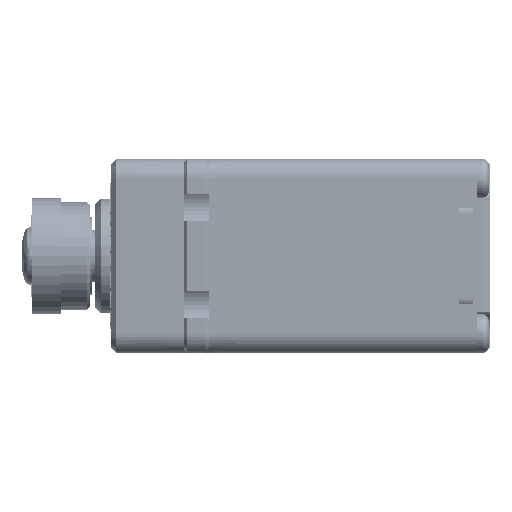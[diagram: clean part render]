
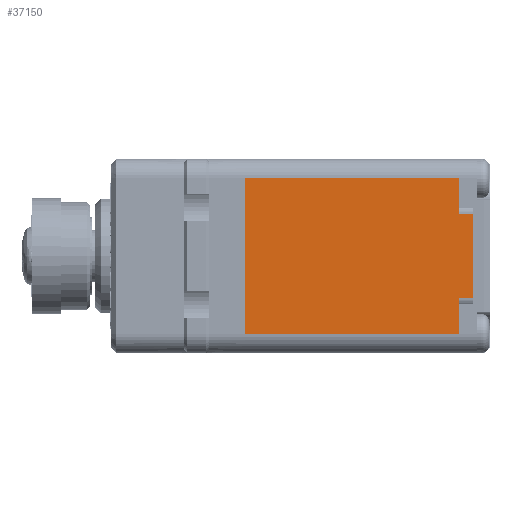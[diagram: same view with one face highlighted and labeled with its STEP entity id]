
A CAD part, left-side view. The second image highlights one B-rep face of the part: STEP entity #37150.
In plain terms, the highlighted planar face has unit normal (-1, 0, 0).
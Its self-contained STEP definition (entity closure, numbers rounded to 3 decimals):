
#19083=DIRECTION('',(0.,0.,1.));
#19084=VECTOR('',#19083,16.);
#19085=CARTESIAN_POINT('',(-20.,0.,-8.));
#19086=LINE('',#19085,#19084);
#19232=DIRECTION('',(0.,0.,1.));
#19233=VECTOR('',#19232,3.641);
#19234=CARTESIAN_POINT('',(-20.,-22.,4.359));
#19235=LINE('',#19234,#19233);
#19343=DIRECTION('',(0.,0.,1.));
#19344=VECTOR('',#19343,3.641);
#19345=CARTESIAN_POINT('',(-20.,-22.,-8.));
#19346=LINE('',#19345,#19344);
#19536=DIRECTION('',(0.,0.,1.));
#19537=VECTOR('',#19536,8.717);
#19538=CARTESIAN_POINT('',(-20.,-23.5,-4.359));
#19539=LINE('',#19538,#19537);
#25935=DIRECTION('',(0.,-1.,0.));
#25936=VECTOR('',#25935,22.);
#25937=CARTESIAN_POINT('',(-20.,0.,8.));
#25938=LINE('',#25937,#25936);
#25942=DIRECTION('',(0.,-1.,0.));
#25943=VECTOR('',#25942,1.5);
#25944=CARTESIAN_POINT('',(-20.,-22.,-4.359));
#25945=LINE('',#25944,#25943);
#25949=DIRECTION('',(0.,-1.,0.));
#25950=VECTOR('',#25949,22.);
#25951=CARTESIAN_POINT('',(-20.,0.,-8.));
#25952=LINE('',#25951,#25950);
#25956=DIRECTION('',(0.,1.,0.));
#25957=VECTOR('',#25956,1.5);
#25958=CARTESIAN_POINT('',(-20.,-23.5,4.359));
#25959=LINE('',#25958,#25957);
#30703=CARTESIAN_POINT('',(-20.,0.,-8.));
#30705=VERTEX_POINT('',#30703);
#30706=CARTESIAN_POINT('',(-20.,0.,8.));
#30707=VERTEX_POINT('',#30706);
#30883=CARTESIAN_POINT('',(-20.,-22.,-8.));
#30885=VERTEX_POINT('',#30883);
#30886=CARTESIAN_POINT('',(-20.,-22.,8.));
#30888=VERTEX_POINT('',#30886);
#30910=CARTESIAN_POINT('',(-20.,-23.5,-4.359));
#30912=VERTEX_POINT('',#30910);
#30916=CARTESIAN_POINT('',(-20.,-22.,-4.359));
#30917=VERTEX_POINT('',#30916);
#30922=CARTESIAN_POINT('',(-20.,-23.5,4.359));
#30923=VERTEX_POINT('',#30922);
#30924=CARTESIAN_POINT('',(-20.,-22.,4.359));
#30925=VERTEX_POINT('',#30924);
#37133=CARTESIAN_POINT('',(-20.,0.,-8.));
#37134=DIRECTION('',(-1.,0.,0.));
#37135=DIRECTION('',(0.,0.,1.));
#37136=AXIS2_PLACEMENT_3D('',#37133,#37134,#37135);
#37137=PLANE('',#37136);
#37139=ORIENTED_EDGE('',*,*,#37138,.F.);
#37140=ORIENTED_EDGE('',*,*,#32759,.F.);
#37141=ORIENTED_EDGE('',*,*,#32672,.F.);
#37142=ORIENTED_EDGE('',*,*,#32592,.T.);
#37143=ORIENTED_EDGE('',*,*,#37126,.T.);
#37144=ORIENTED_EDGE('',*,*,#32686,.F.);
#37146=ORIENTED_EDGE('',*,*,#37145,.F.);
#37147=ORIENTED_EDGE('',*,*,#32870,.F.);
#37148=EDGE_LOOP('',(#37139,#37140,#37141,#37142,#37143,#37144,#37146,#37147));
#37149=FACE_OUTER_BOUND('',#37148,.F.);
#37150=ADVANCED_FACE('',(#37149),#37137,.T.);
#32592=EDGE_CURVE('',#30705,#30707,#19086,.T.);
#32672=EDGE_CURVE('',#30705,#30885,#25952,.T.);
#32686=EDGE_CURVE('',#30925,#30888,#19235,.T.);
#32759=EDGE_CURVE('',#30885,#30917,#19346,.T.);
#32870=EDGE_CURVE('',#30912,#30923,#19539,.T.);
#37126=EDGE_CURVE('',#30707,#30888,#25938,.T.);
#37138=EDGE_CURVE('',#30917,#30912,#25945,.T.);
#37145=EDGE_CURVE('',#30923,#30925,#25959,.T.);
